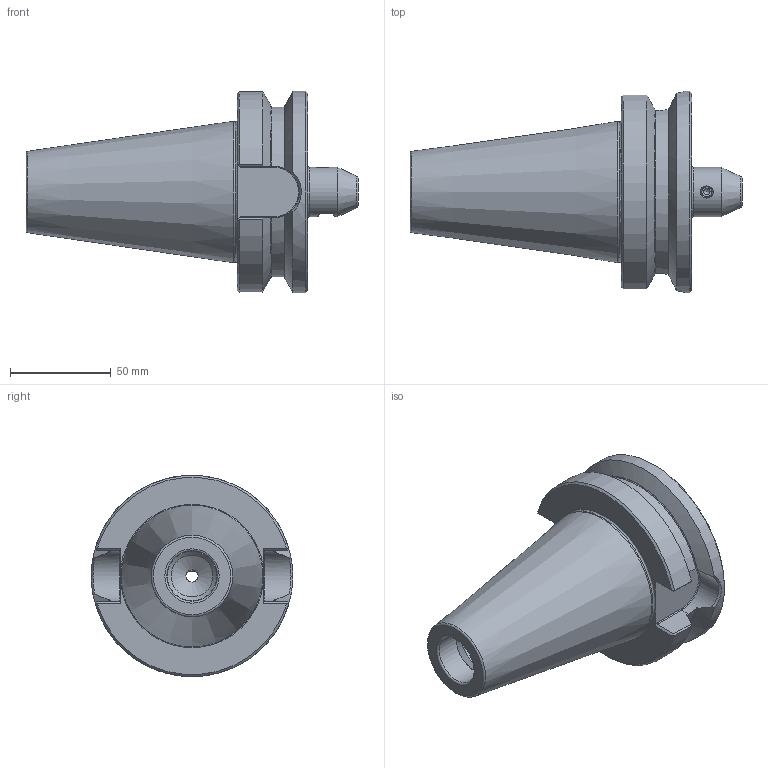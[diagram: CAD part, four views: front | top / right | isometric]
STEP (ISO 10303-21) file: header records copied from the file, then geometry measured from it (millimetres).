
FILE_DESCRIPTION( ( 'Unknown' ), '1' );
FILE_NAME( '215030630-D.stp', 'Unknown', ( 'Unknown' ), ( 'Unknown' ), 'PSStep 15.0.49', 'Unknown', ' ' );
FILE_SCHEMA( ( 'AUTOMOTIVE_DESIGN { 1 0 10303 214 1 1 1 1 }' ) );
Length unit declared in the file: millimetre
Products named in the file (2): 1; 2
Bounding box: 164.8 x 100 x 100 mm (x, y, z)
Volume: 457397.9 mm3; surface area: 55453.2 mm2
Topology: 2 solids, 2 shells, 94 faces, 234 edges, 145 vertices
Faces by surface type: plane 45, cylinder 18, cone 16, torus 13, bspline 2
Full cylindrical faces by diameter (mm): 4.917 x1, 6 x2, 20.752 x2, 24.5 x1, 25 x1, 100 x1
Entity records: 3710 total; most frequent: CARTESIAN_POINT 905, DIRECTION 410, ORIENTED_EDGE 394, EDGE_CURVE 197, AXIS2_PLACEMENT_3D 163, VERTEX_POINT 136, EDGE_LOOP 126, FACE_OUTER_BOUND 109
